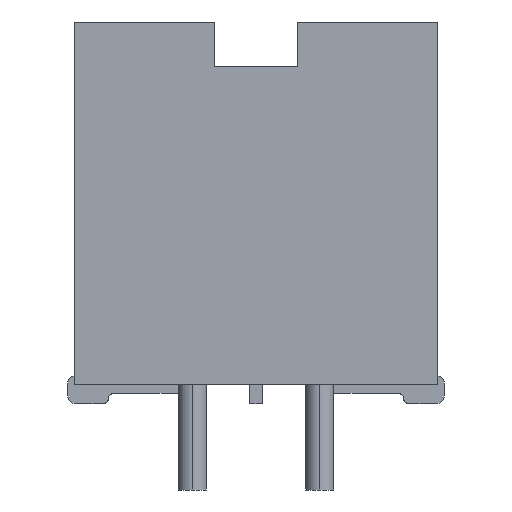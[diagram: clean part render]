
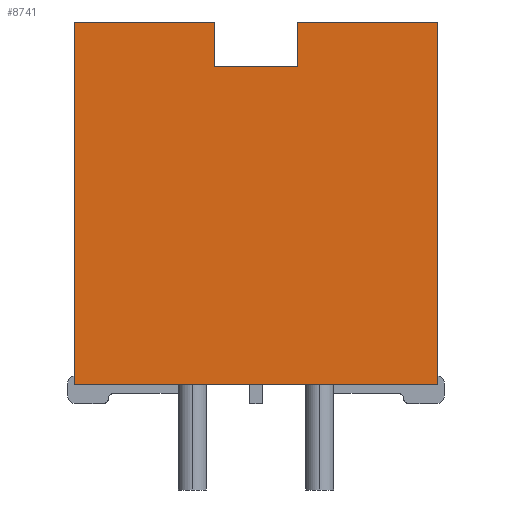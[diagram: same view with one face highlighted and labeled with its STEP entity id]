
A CAD part, left-side view. The second image highlights one B-rep face of the part: STEP entity #8741.
In plain terms, the highlighted planar face has unit normal (-1, 0, 0).
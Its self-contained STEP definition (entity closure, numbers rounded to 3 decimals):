
#8549=CARTESIAN_POINT('',(-17.272,3.632,7.62));
#8550=VERTEX_POINT('',#8549);
#8551=CARTESIAN_POINT('',(-17.272,0.825,7.62));
#8552=VERTEX_POINT('',#8551);
#8553=CARTESIAN_POINT('',(-17.272,3.632,7.62));
#8554=DIRECTION('',(0.0,-1.0,0.0));
#8555=VECTOR('',#8554,2.807);
#8556=LINE('',#8553,#8555);
#8557=EDGE_CURVE('',#8550,#8552,#8556,.T.);
#8663=CARTESIAN_POINT('',(-17.272,-0.826,7.62));
#8664=VERTEX_POINT('',#8663);
#8671=CARTESIAN_POINT('',(-17.272,-3.632,7.62));
#8672=VERTEX_POINT('',#8671);
#8673=CARTESIAN_POINT('',(-17.272,-0.826,7.62));
#8674=DIRECTION('',(0.0,-1.0,0.0));
#8675=VECTOR('',#8674,2.807);
#8676=LINE('',#8673,#8675);
#8677=EDGE_CURVE('',#8664,#8672,#8676,.T.);
#8688=CARTESIAN_POINT('',(-17.272,3.995,7.982));
#8689=DIRECTION('',(1.0,0.0,0.0));
#8690=DIRECTION('',(0.0,1.0,0.0));
#8691=AXIS2_PLACEMENT_3D('',#8688,#8689,#8690);
#8692=PLANE('',#8691);
#8693=CARTESIAN_POINT('',(-17.272,0.825,6.731));
#8694=VERTEX_POINT('',#8693);
#8695=CARTESIAN_POINT('',(-17.272,0.825,6.731));
#8696=DIRECTION('',(0.0,0.0,1.0));
#8697=VECTOR('',#8696,0.889);
#8698=LINE('',#8695,#8697);
#8699=EDGE_CURVE('',#8694,#8552,#8698,.T.);
#8700=ORIENTED_EDGE('',*,*,#8699,.T.);
#8701=ORIENTED_EDGE('',*,*,#8557,.F.);
#8702=CARTESIAN_POINT('',(-17.272,3.632,0.381));
#8703=VERTEX_POINT('',#8702);
#8704=CARTESIAN_POINT('',(-17.272,3.632,0.381));
#8705=DIRECTION('',(0.0,0.0,1.0));
#8706=VECTOR('',#8705,7.239);
#8707=LINE('',#8704,#8706);
#8708=EDGE_CURVE('',#8703,#8550,#8707,.T.);
#8709=ORIENTED_EDGE('',*,*,#8708,.F.);
#8710=CARTESIAN_POINT('',(-17.272,-3.632,0.381));
#8711=VERTEX_POINT('',#8710);
#8712=CARTESIAN_POINT('',(-17.272,-3.632,0.381));
#8713=DIRECTION('',(0.0,1.0,0.0));
#8714=VECTOR('',#8713,7.264);
#8715=LINE('',#8712,#8714);
#8716=EDGE_CURVE('',#8711,#8703,#8715,.T.);
#8717=ORIENTED_EDGE('',*,*,#8716,.F.);
#8718=CARTESIAN_POINT('',(-17.272,-3.632,7.62));
#8719=DIRECTION('',(0.0,0.0,-1.0));
#8720=VECTOR('',#8719,7.239);
#8721=LINE('',#8718,#8720);
#8722=EDGE_CURVE('',#8672,#8711,#8721,.T.);
#8723=ORIENTED_EDGE('',*,*,#8722,.F.);
#8724=ORIENTED_EDGE('',*,*,#8677,.F.);
#8725=CARTESIAN_POINT('',(-17.272,-0.826,6.731));
#8726=VERTEX_POINT('',#8725);
#8727=CARTESIAN_POINT('',(-17.272,-0.826,6.731));
#8728=DIRECTION('',(0.0,0.0,1.0));
#8729=VECTOR('',#8728,0.889);
#8730=LINE('',#8727,#8729);
#8731=EDGE_CURVE('',#8726,#8664,#8730,.T.);
#8732=ORIENTED_EDGE('',*,*,#8731,.F.);
#8733=CARTESIAN_POINT('',(-17.272,-0.826,6.731));
#8734=DIRECTION('',(0.0,1.0,0.0));
#8735=VECTOR('',#8734,1.651);
#8736=LINE('',#8733,#8735);
#8737=EDGE_CURVE('',#8726,#8694,#8736,.T.);
#8738=ORIENTED_EDGE('',*,*,#8737,.T.);
#8739=EDGE_LOOP('',(#8700,#8701,#8709,#8717,#8723,#8724,#8732,#8738));
#8740=FACE_OUTER_BOUND('',#8739,.T.);
#8741=ADVANCED_FACE('',(#8740),#8692,.F.);
